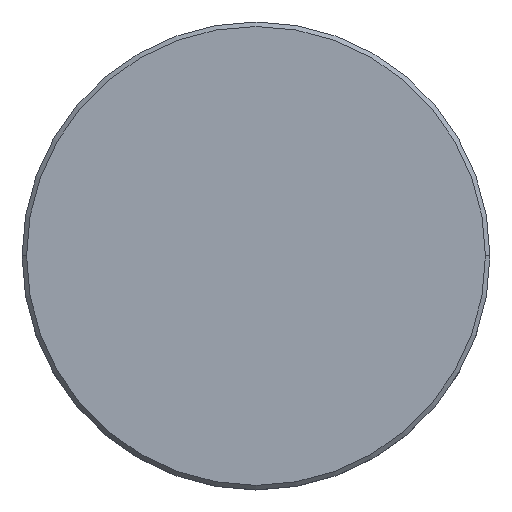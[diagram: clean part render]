
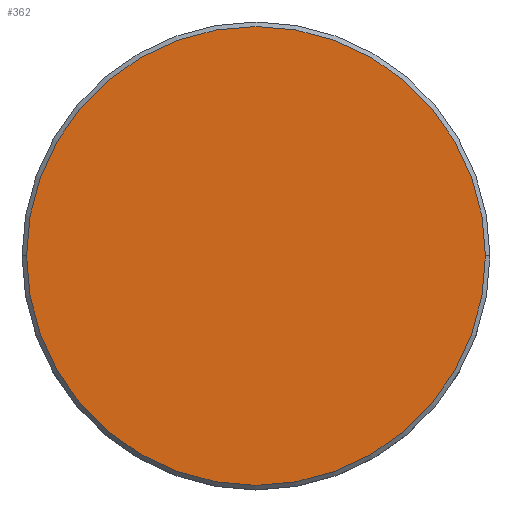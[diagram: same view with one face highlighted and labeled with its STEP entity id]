
A CAD part, top view. The second image highlights one B-rep face of the part: STEP entity #362.
In plain terms, the highlighted planar face has unit normal (0, 0, 1).
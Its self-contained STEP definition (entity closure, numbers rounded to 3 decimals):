
#71 = PLANE ( 'NONE',  #744 ) ;
#121 = CIRCLE ( 'NONE', #204, 25.5 ) ;
#172 = DIRECTION ( 'NONE',  ( 0., 0., 1. ) ) ;
#204 = AXIS2_PLACEMENT_3D ( 'NONE', #585, #219, #477 ) ;
#219 = DIRECTION ( 'NONE',  ( 0., 0., 1. ) ) ;
#241 = DIRECTION ( 'NONE',  ( 1., 0., 0. ) ) ;
#362 = ADVANCED_FACE ( 'NONE', ( #902 ), #71, .T. ) ;
#477 = DIRECTION ( 'NONE',  ( 1., 0., 0. ) ) ;
#491 = EDGE_CURVE ( 'NONE', #1031, #796, #1148, .T. ) ;
#527 = DIRECTION ( 'NONE',  ( 0., 0., 1. ) ) ;
#585 = CARTESIAN_POINT ( 'NONE',  ( 0., 0., 0. ) ) ;
#632 = CARTESIAN_POINT ( 'NONE',  ( 0., 0., 0. ) ) ;
#661 = DIRECTION ( 'NONE',  ( 1., 0., 0. ) ) ;
#744 = AXIS2_PLACEMENT_3D ( 'NONE', #632, #527, #241 ) ;
#793 = ORIENTED_EDGE ( 'NONE', *, *, #491, .T. ) ;
#796 = VERTEX_POINT ( 'NONE', #997 ) ;
#832 = ORIENTED_EDGE ( 'NONE', *, *, #853, .T. ) ;
#853 = EDGE_CURVE ( 'NONE', #796, #1031, #121, .T. ) ;
#902 = FACE_OUTER_BOUND ( 'NONE', #938, .T. ) ;
#915 = AXIS2_PLACEMENT_3D ( 'NONE', #924, #172, #661 ) ;
#924 = CARTESIAN_POINT ( 'NONE',  ( 0., 0., 0. ) ) ;
#938 = EDGE_LOOP ( 'NONE', ( #832, #793 ) ) ;
#976 = CARTESIAN_POINT ( 'NONE',  ( 25.5, 0., 0. ) ) ;
#997 = CARTESIAN_POINT ( 'NONE',  ( -25.5, 0., 0. ) ) ;
#1031 = VERTEX_POINT ( 'NONE', #976 ) ;
#1148 = CIRCLE ( 'NONE', #915, 25.5 ) ;
